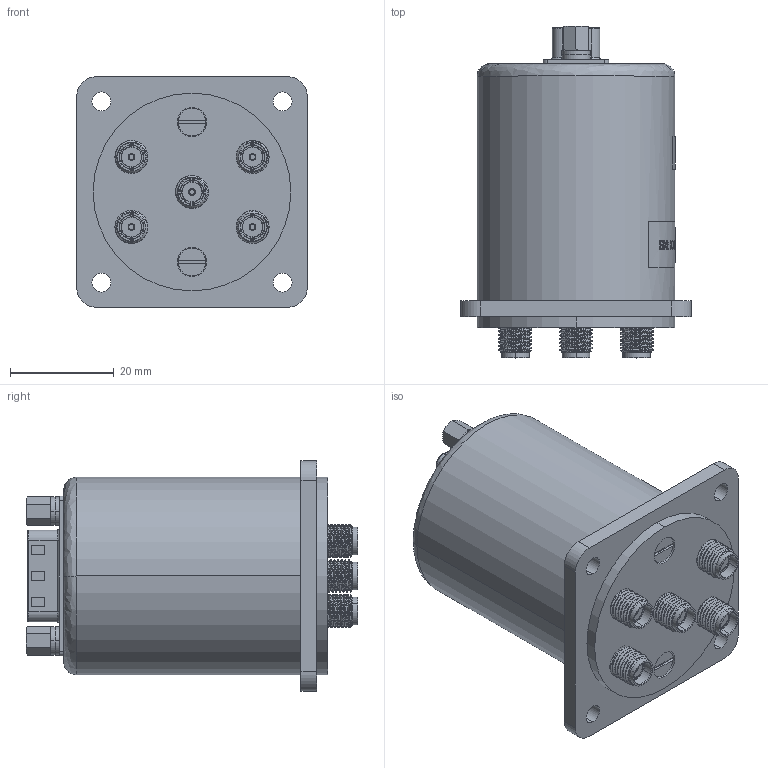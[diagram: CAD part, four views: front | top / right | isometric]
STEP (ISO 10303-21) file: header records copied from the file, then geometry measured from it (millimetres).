
FILE_DESCRIPTION (( 'STEP AP214' ), '1' );
FILE_NAME ('FMSW6549_3D.step', '2023-02-16T17:49:45', ( '' ), ( '' ), 'SwSTEP 2.0', 'SolidWorks 2022', '' );
FILE_SCHEMA (( 'AUTOMOTIVE_DESIGN' ));
Length unit declared in the file: inch
Products named in the file (8): FMSW6549_3D; A16061002-e360_-001; D1.59PDSUB; A16021002-e360_defeature; A16L24Y01-CST_1; A12066001-e360; A16029Y01_1; 9P mela-D-SUB 170-009-173
Assembly tree (13 placements, depth 3):
  FMSW6549_3D
    A16021002-e360_defeature
    A16029Y01_1  x5
    D1.59PDSUB
      A16061002-e360_-001
      9P mela-D-SUB 170-009-173
      A12066001-e360  x2
    A16L24Y01-CST_1  x2
Bounding box: 44.45 x 63.96 x 44.45 mm (x, y, z)
Volume: 17575.3 mm3; surface area: 23549.1 mm2
Topology: 31 solids, 31 shells, 1090 faces, 2657 edges, 1723 vertices
Faces by surface type: cylinder 394, plane 358, bspline 261, cone 77
Entity records: 33631 total; most frequent: CARTESIAN_POINT 14359, ORIENTED_EDGE 3626, DIRECTION 2717, EDGE_CURVE 1813, VERTEX_POINT 1182, AXIS2_PLACEMENT_3D 1056, EDGE_LOOP 841, FACE_OUTER_BOUND 735
